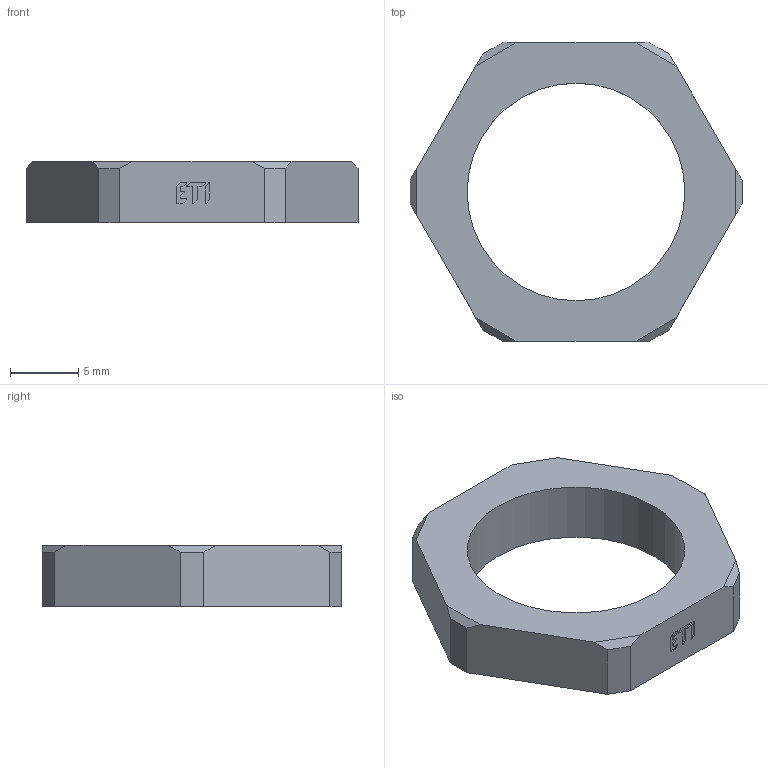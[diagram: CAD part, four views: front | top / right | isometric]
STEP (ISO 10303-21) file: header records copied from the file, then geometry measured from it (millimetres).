
FILE_DESCRIPTION((''),'2;1');
FILE_NAME('ASM0097_ASM','2021-05-03T',('marketing.praksa'),('Audax d.o.o.'),'CREO PARAMETRIC BY PTC INC, 2017480','CREO PARAMETRIC BY PTC INC, 2017480','');
FILE_SCHEMA(('AUTOMOTIVE_DESIGN { 1 0 10303 214 1 1 1 1 }'));
Products named in the file (4): PRT0131; ASM2863_ASM; PRT2865; ASM0097_ASM
Assembly tree (3 placements, depth 3):
  ASM0097_ASM
    ASM2863_ASM
      PRT0131
    PRT2865
Bounding box: 24.4 x 22 x 4.5 mm (x, y, z)
Volume: 968.1 mm3; surface area: 1002.7 mm2
Topology: 4 solids, 4 shells, 127 faces, 348 edges, 232 vertices
Faces by surface type: plane 77, cylinder 50
Entity records: 6311 total; most frequent: CARTESIAN_POINT 721, DIRECTION 718, ORIENTED_EDGE 696, PRESENTATION_STYLE_ASSIGNMENT 479, STYLED_ITEM 479, CURVE_STYLE 348, EDGE_CURVE 348, VECTOR 248
